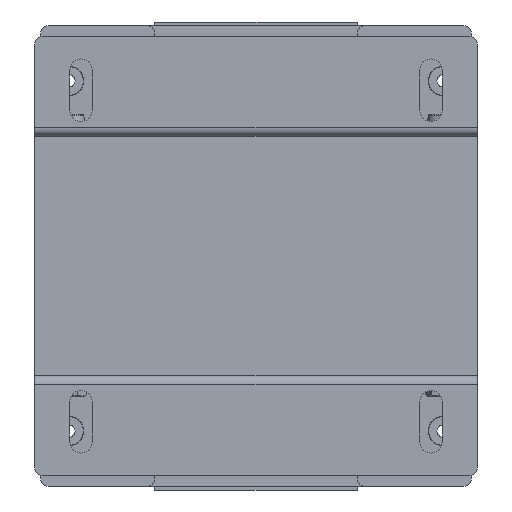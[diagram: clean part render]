
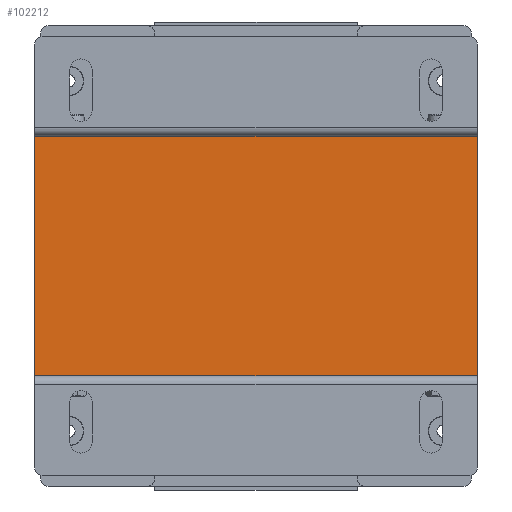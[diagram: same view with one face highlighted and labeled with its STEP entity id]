
A CAD part, front view. The second image highlights one B-rep face of the part: STEP entity #102212.
In plain terms, the highlighted planar face has unit normal (0, -1, 0).
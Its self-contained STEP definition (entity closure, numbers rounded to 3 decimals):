
#262 = LINE ( 'NONE', #48859, #5112 ) ;
#5112 = VECTOR ( 'NONE', #34930, 1000. ) ;
#7085 = DIRECTION ( 'NONE',  ( 0., 0., -1. ) ) ;
#7904 = PLANE ( 'NONE',  #39408 ) ;
#12585 = CARTESIAN_POINT ( 'NONE',  ( -129.79, -42.814, 62.882 ) ) ;
#17122 = EDGE_CURVE ( 'NONE', #19378, #74870, #262, .T. ) ;
#18004 = VECTOR ( 'NONE', #59498, 1000. ) ;
#19378 = VERTEX_POINT ( 'NONE', #129206 ) ;
#24414 = EDGE_CURVE ( 'NONE', #74870, #139114, #92097, .T. ) ;
#34930 = DIRECTION ( 'NONE',  ( 1., 0., 0. ) ) ;
#39170 = CARTESIAN_POINT ( 'NONE',  ( -249.79, -42.814, 127.882 ) ) ;
#39408 = AXIS2_PLACEMENT_3D ( 'NONE', #73743, #135524, #162018 ) ;
#40829 = EDGE_CURVE ( 'NONE', #133368, #139114, #73534, .T. ) ;
#48859 = CARTESIAN_POINT ( 'NONE',  ( -129.79, -42.814, 127.882 ) ) ;
#56152 = CARTESIAN_POINT ( 'NONE',  ( -129.79, -42.814, 62.882 ) ) ;
#59498 = DIRECTION ( 'NONE',  ( 0., 0., -1. ) ) ;
#63917 = CARTESIAN_POINT ( 'NONE',  ( -129.79, -42.814, 127.882 ) ) ;
#64499 = CARTESIAN_POINT ( 'NONE',  ( -249.79, -42.814, 62.882 ) ) ;
#69692 = CARTESIAN_POINT ( 'NONE',  ( -129.79, -42.814, 127.882 ) ) ;
#73534 = LINE ( 'NONE', #12585, #116652 ) ;
#73743 = CARTESIAN_POINT ( 'NONE',  ( -129.79, -42.814, 127.882 ) ) ;
#74870 = VERTEX_POINT ( 'NONE', #63917 ) ;
#76412 = ORIENTED_EDGE ( 'NONE', *, *, #17122, .F. ) ;
#82824 = FACE_OUTER_BOUND ( 'NONE', #158916, .T. ) ;
#84494 = EDGE_CURVE ( 'NONE', #19378, #133368, #152189, .T. ) ;
#92097 = LINE ( 'NONE', #69692, #133002 ) ;
#95987 = ORIENTED_EDGE ( 'NONE', *, *, #40829, .T. ) ;
#102212 = ADVANCED_FACE ( 'NONE', ( #82824 ), #7904, .F. ) ;
#103961 = ORIENTED_EDGE ( 'NONE', *, *, #24414, .F. ) ;
#116652 = VECTOR ( 'NONE', #123760, 1000. ) ;
#123760 = DIRECTION ( 'NONE',  ( 1., 0., 0. ) ) ;
#129206 = CARTESIAN_POINT ( 'NONE',  ( -249.79, -42.814, 127.882 ) ) ;
#133002 = VECTOR ( 'NONE', #7085, 1000. ) ;
#133368 = VERTEX_POINT ( 'NONE', #64499 ) ;
#135524 = DIRECTION ( 'NONE',  ( 0., 1., 0. ) ) ;
#139114 = VERTEX_POINT ( 'NONE', #56152 ) ;
#150843 = ORIENTED_EDGE ( 'NONE', *, *, #84494, .T. ) ;
#152189 = LINE ( 'NONE', #39170, #18004 ) ;
#158916 = EDGE_LOOP ( 'NONE', ( #95987, #103961, #76412, #150843 ) ) ;
#162018 = DIRECTION ( 'NONE',  ( -1., 0., 0. ) ) ;
